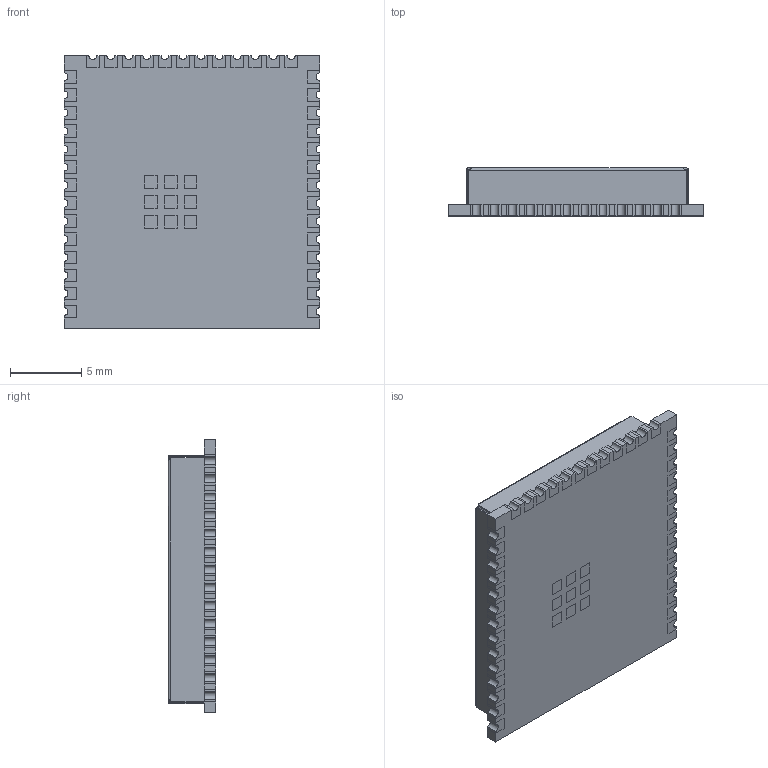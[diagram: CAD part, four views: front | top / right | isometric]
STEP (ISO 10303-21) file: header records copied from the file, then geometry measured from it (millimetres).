
FILE_DESCRIPTION (( 'STEP AP214' ), '1' );
FILE_NAME ('ESP32-S3-WROOM-1U-N16R8.STEP', '2023-03-06T20:01:47', ( '' ), ( '' ), 'SwSTEP 2.0', 'SolidWorks 2021', '' );
FILE_SCHEMA (( 'AUTOMOTIVE_DESIGN' ));
Length unit declared in the file: millimetre
Products named in the file (1): ESP32-S3-WROOM-1U-N16R8
Bounding box: 18 x 3.35 x 19.2 mm (x, y, z)
Volume: 316 mm3; surface area: 1804.1 mm2
Topology: 56 solids, 56 shells, 899 faces, 2274 edges, 1497 vertices
Faces by surface type: plane 785, cylinder 96, bspline 10, cone 6, sphere 2
Entity records: 31355 total; most frequent: CARTESIAN_POINT 4915, ORIENTED_EDGE 4540, DIRECTION 4188, EDGE_CURVE 2270, LINE 2052, VECTOR 2052, VERTEX_POINT 1495, AXIS2_PLACEMENT_3D 1068
